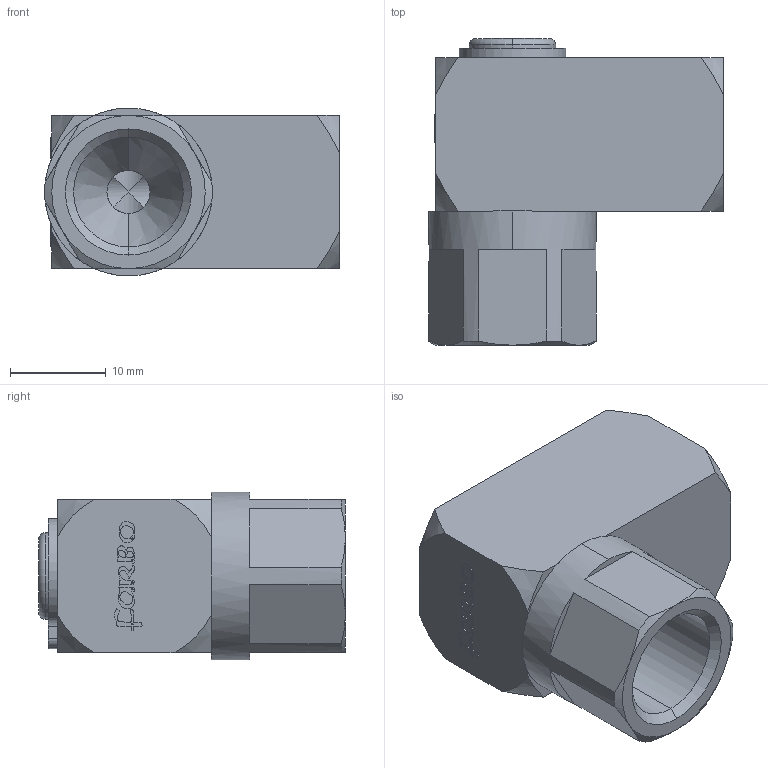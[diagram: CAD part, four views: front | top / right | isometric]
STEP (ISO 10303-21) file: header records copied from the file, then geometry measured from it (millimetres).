
FILE_DESCRIPTION(/* description */ ('VariCAD 2016-1.06 AP-214'),/* implementation_level */ '2;1');
FILE_NAME(/* name */ 'ddf_14-1.stp',/* time_stamp */ '2016-06-16T10:47:07+02:00',/* author */ (''),/* organization */ (''),/* preprocessor_version */ 'ST-DEVELOPER v14',/* originating_system */ 'VariCAD 2016-1.06; kernel version (20130303)',/* authorisation */ '');
FILE_SCHEMA (('AUTOMOTIVE_DESIGN'));
Length unit declared in the file: millimetre
Products named in the file (5): ddf_14-1; DDF 14-1 VU<4>; DDF 14-1 VU<3>; DDF 14-1 VU<2>; DDF 14-1 VU<1>
Assembly tree (4 placements, depth 2):
  ddf_14-1
    DDF 14-1 VU<4>
    DDF 14-1 VU<3>
    DDF 14-1 VU<2>
    DDF 14-1 VU<1>
Bounding box: 30.75 x 32 x 17.5 mm (x, y, z)
Volume: 7809.6 mm3; surface area: 5696.5 mm2
Topology: 4 solids, 4 shells, 293 faces, 827 edges, 545 vertices
Faces by surface type: cylinder 165, plane 106, cone 20, torus 2
Entity records: 10264 total; most frequent: CARTESIAN_POINT 2310, DIRECTION 1693, ORIENTED_EDGE 1654, EDGE_CURVE 827, AXIS2_PLACEMENT_3D 640, VERTEX_POINT 545, LINE 413, VECTOR 413
